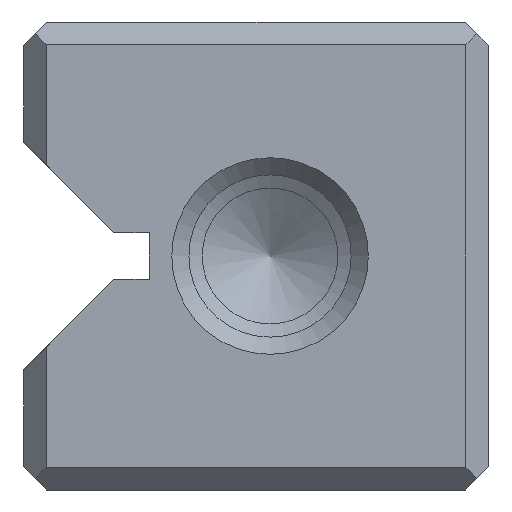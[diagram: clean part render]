
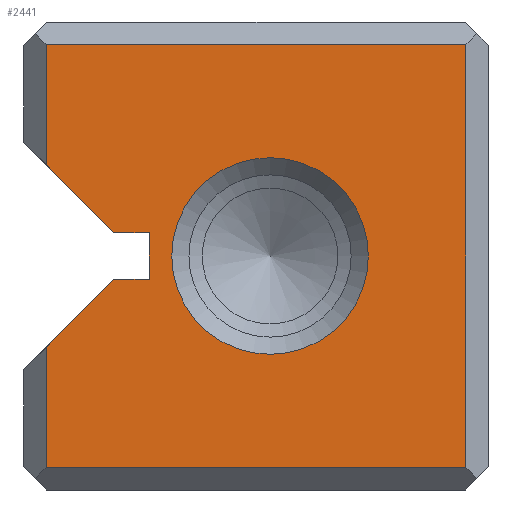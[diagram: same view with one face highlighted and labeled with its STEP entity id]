
A CAD part, left-side view. The second image highlights one B-rep face of the part: STEP entity #2441.
In plain terms, the highlighted planar face has unit normal (-1, 0, 0).
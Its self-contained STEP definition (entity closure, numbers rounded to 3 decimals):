
#2441=ADVANCED_FACE('',(#3105,#3106),#2796,.T.);
#2796=PLANE('',#8425);
#3032=CIRCLE('',#8424,3.15);
#3105=FACE_BOUND('',#3243,.T.);
#3106=FACE_BOUND('',#3244,.T.);
#3243=EDGE_LOOP('',(#4067));
#3244=EDGE_LOOP('',(#4068,#4069,#4070,#4071,#4072,#4073,#4074,#4075,#4076,
#4077));
#4067=ORIENTED_EDGE('',*,*,#6447,.T.);
#4068=ORIENTED_EDGE('',*,*,#6448,.T.);
#4069=ORIENTED_EDGE('',*,*,#6449,.T.);
#4070=ORIENTED_EDGE('',*,*,#6450,.T.);
#4071=ORIENTED_EDGE('',*,*,#6451,.T.);
#4072=ORIENTED_EDGE('',*,*,#6452,.T.);
#4073=ORIENTED_EDGE('',*,*,#6453,.T.);
#4074=ORIENTED_EDGE('',*,*,#6454,.T.);
#4075=ORIENTED_EDGE('',*,*,#6455,.F.);
#4076=ORIENTED_EDGE('',*,*,#6456,.F.);
#4077=ORIENTED_EDGE('',*,*,#6457,.T.);
#5839=VERTEX_POINT('',#10725);
#5840=VERTEX_POINT('',#10727);
#5841=VERTEX_POINT('',#10728);
#5842=VERTEX_POINT('',#10730);
#5843=VERTEX_POINT('',#10732);
#5844=VERTEX_POINT('',#10734);
#5845=VERTEX_POINT('',#10736);
#5846=VERTEX_POINT('',#10738);
#5847=VERTEX_POINT('',#10740);
#5848=VERTEX_POINT('',#10742);
#5849=VERTEX_POINT('',#10744);
#6447=EDGE_CURVE('',#5839,#5839,#3032,.T.);
#6448=EDGE_CURVE('',#5840,#5841,#7251,.T.);
#6449=EDGE_CURVE('',#5841,#5842,#7252,.T.);
#6450=EDGE_CURVE('',#5842,#5843,#7253,.T.);
#6451=EDGE_CURVE('',#5843,#5844,#7254,.T.);
#6452=EDGE_CURVE('',#5844,#5845,#7255,.T.);
#6453=EDGE_CURVE('',#5845,#5846,#7256,.T.);
#6454=EDGE_CURVE('',#5846,#5847,#7257,.T.);
#6455=EDGE_CURVE('',#5848,#5847,#7258,.T.);
#6456=EDGE_CURVE('',#5849,#5848,#7259,.T.);
#6457=EDGE_CURVE('',#5849,#5840,#7260,.T.);
#7251=LINE('',#10726,#7911);
#7252=LINE('',#10729,#7912);
#7253=LINE('',#10731,#7913);
#7254=LINE('',#10733,#7914);
#7255=LINE('',#10735,#7915);
#7256=LINE('',#10737,#7916);
#7257=LINE('',#10739,#7917);
#7258=LINE('',#10741,#7918);
#7259=LINE('',#10743,#7919);
#7260=LINE('',#10745,#7920);
#7911=VECTOR('',#8901,1.);
#7912=VECTOR('',#8902,1.);
#7913=VECTOR('',#8903,1.);
#7914=VECTOR('',#8904,1.);
#7915=VECTOR('',#8905,1.);
#7916=VECTOR('',#8906,1.);
#7917=VECTOR('',#8907,1.);
#7918=VECTOR('',#8908,1.);
#7919=VECTOR('',#8909,1.);
#7920=VECTOR('',#8910,1.);
#8424=AXIS2_PLACEMENT_3D('',#10724,#8899,#8900);
#8425=AXIS2_PLACEMENT_3D('',#10746,#8911,#8912);
#8899=DIRECTION('',(1.,0.,0.));
#8900=DIRECTION('',(0.,0.,-1.));
#8901=DIRECTION('',(0.,-1.,0.));
#8902=DIRECTION('',(0.,0.,1.));
#8903=DIRECTION('',(0.,1.,0.));
#8904=DIRECTION('',(0.,0.,-1.));
#8905=DIRECTION('',(0.,-0.707,-0.707));
#8906=DIRECTION('',(0.,-1.,0.));
#8907=DIRECTION('',(0.,0.,-1.));
#8908=DIRECTION('',(0.,-1.,0.));
#8909=DIRECTION('',(0.,-0.707,0.707));
#8910=DIRECTION('',(0.,0.,-1.));
#8911=DIRECTION('',(-1.,0.,0.));
#8912=DIRECTION('',(0.,0.,-1.));
#10724=CARTESIAN_POINT('',(0.,7.,7.5));
#10725=CARTESIAN_POINT('',(0.,7.,4.35));
#10726=CARTESIAN_POINT('',(0.,7.45,0.725));
#10727=CARTESIAN_POINT('',(0.,14.175,0.725));
#10728=CARTESIAN_POINT('',(0.,0.725,0.725));
#10729=CARTESIAN_POINT('',(0.,0.725,0.));
#10730=CARTESIAN_POINT('',(0.,0.725,14.275));
#10731=CARTESIAN_POINT('',(0.,7.45,14.275));
#10732=CARTESIAN_POINT('',(0.,14.175,14.275));
#10733=CARTESIAN_POINT('',(0.,14.175,0.));
#10734=CARTESIAN_POINT('',(0.,14.175,10.418));
#10735=CARTESIAN_POINT('',(0.,14.9,11.143));
#10736=CARTESIAN_POINT('',(0.,12.007,8.25));
#10737=CARTESIAN_POINT('',(0.,10.875,8.25));
#10738=CARTESIAN_POINT('',(0.,10.875,8.25));
#10739=CARTESIAN_POINT('',(0.,10.875,8.25));
#10740=CARTESIAN_POINT('',(0.,10.875,6.75));
#10741=CARTESIAN_POINT('',(0.,10.875,6.75));
#10742=CARTESIAN_POINT('',(0.,12.007,6.75));
#10743=CARTESIAN_POINT('',(0.,14.9,3.857));
#10744=CARTESIAN_POINT('',(0.,14.175,4.582));
#10745=CARTESIAN_POINT('',(0.,14.175,0.));
#10746=CARTESIAN_POINT('',(0.,7.45,0.));
